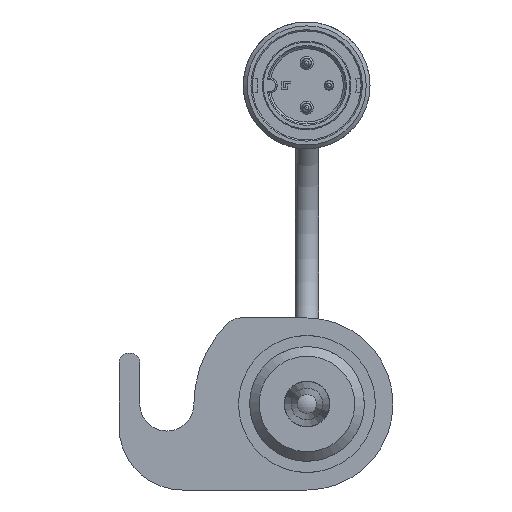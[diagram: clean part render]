
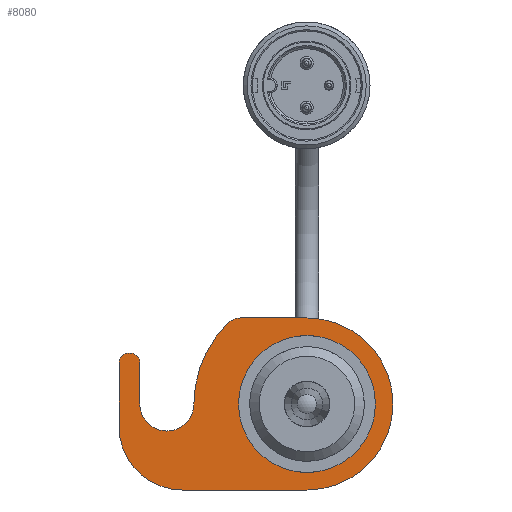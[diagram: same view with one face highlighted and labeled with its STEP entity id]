
A CAD part, left-side view. The second image highlights one B-rep face of the part: STEP entity #8080.
In plain terms, the highlighted planar face has unit normal (-1, 0, 0).
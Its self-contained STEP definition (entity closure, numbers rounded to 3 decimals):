
#703=LINE('',#17976,#1393);
#707=LINE('',#17988,#1397);
#711=LINE('',#18000,#1401);
#715=LINE('',#18012,#1405);
#719=LINE('',#18023,#1409);
#1393=VECTOR('',#11080,10.);
#1397=VECTOR('',#11092,10.);
#1401=VECTOR('',#11104,10.);
#1405=VECTOR('',#11116,10.);
#1409=VECTOR('',#11128,10.);
#1788=PLANE('',#8893);
#1868=FACE_BOUND('',#2779,.T.);
#2284=FACE_OUTER_BOUND('',#2778,.T.);
#2778=EDGE_LOOP('',(#7098,#7099,#7100,#7101,#7102,#7103,#7104,#7105,#7106,
#7107,#7108,#7109));
#2779=EDGE_LOOP('',(#7110));
#3161=CIRCLE('',#8863,10.75);
#3163=CIRCLE('',#8868,3.);
#3165=CIRCLE('',#8871,17.75);
#3167=CIRCLE('',#8874,4.25);
#3169=CIRCLE('',#8878,1.5);
#3171=CIRCLE('',#8882,1.5);
#3173=CIRCLE('',#8886,10.);
#3175=CIRCLE('',#8890,13.5);
#3881=VERTEX_POINT('',#17947);
#3883=VERTEX_POINT('',#17954);
#3884=VERTEX_POINT('',#17955);
#3887=VERTEX_POINT('',#17963);
#3889=VERTEX_POINT('',#17969);
#3891=VERTEX_POINT('',#17975);
#3893=VERTEX_POINT('',#17981);
#3895=VERTEX_POINT('',#17987);
#3897=VERTEX_POINT('',#17993);
#3899=VERTEX_POINT('',#17999);
#3901=VERTEX_POINT('',#18005);
#3903=VERTEX_POINT('',#18011);
#3905=VERTEX_POINT('',#18017);
#4946=EDGE_CURVE('',#3881,#3881,#3161,.T.);
#4948=EDGE_CURVE('',#3883,#3884,#3163,.T.);
#4952=EDGE_CURVE('',#3884,#3887,#3165,.T.);
#4955=EDGE_CURVE('',#3887,#3889,#3167,.T.);
#4958=EDGE_CURVE('',#3889,#3891,#703,.T.);
#4961=EDGE_CURVE('',#3891,#3893,#3169,.T.);
#4964=EDGE_CURVE('',#3893,#3895,#707,.T.);
#4967=EDGE_CURVE('',#3895,#3897,#3171,.T.);
#4970=EDGE_CURVE('',#3897,#3899,#711,.T.);
#4973=EDGE_CURVE('',#3899,#3901,#3173,.T.);
#4976=EDGE_CURVE('',#3901,#3903,#715,.T.);
#4979=EDGE_CURVE('',#3903,#3905,#3175,.T.);
#4982=EDGE_CURVE('',#3905,#3883,#719,.T.);
#7098=ORIENTED_EDGE('',*,*,#4982,.T.);
#7099=ORIENTED_EDGE('',*,*,#4948,.T.);
#7100=ORIENTED_EDGE('',*,*,#4952,.T.);
#7101=ORIENTED_EDGE('',*,*,#4955,.T.);
#7102=ORIENTED_EDGE('',*,*,#4958,.T.);
#7103=ORIENTED_EDGE('',*,*,#4961,.T.);
#7104=ORIENTED_EDGE('',*,*,#4964,.T.);
#7105=ORIENTED_EDGE('',*,*,#4967,.T.);
#7106=ORIENTED_EDGE('',*,*,#4970,.T.);
#7107=ORIENTED_EDGE('',*,*,#4973,.T.);
#7108=ORIENTED_EDGE('',*,*,#4976,.T.);
#7109=ORIENTED_EDGE('',*,*,#4979,.T.);
#7110=ORIENTED_EDGE('',*,*,#4946,.T.);
#8080=ADVANCED_FACE('',(#2284,#1868),#1788,.T.);
#8863=AXIS2_PLACEMENT_3D('',#17948,#11048,#11049);
#8868=AXIS2_PLACEMENT_3D('',#17956,#11058,#11059);
#8871=AXIS2_PLACEMENT_3D('',#17964,#11066,#11067);
#8874=AXIS2_PLACEMENT_3D('',#17970,#11073,#11074);
#8878=AXIS2_PLACEMENT_3D('',#17982,#11085,#11086);
#8882=AXIS2_PLACEMENT_3D('',#17994,#11097,#11098);
#8886=AXIS2_PLACEMENT_3D('',#18006,#11109,#11110);
#8890=AXIS2_PLACEMENT_3D('',#18018,#11121,#11122);
#8893=AXIS2_PLACEMENT_3D('',#18025,#11130,#11131);
#11048=DIRECTION('center_axis',(1.,0.,0.));
#11049=DIRECTION('ref_axis',(0.,0.,
-1.));
#11058=DIRECTION('center_axis',(-1.,0.,0.));
#11059=DIRECTION('ref_axis',(0.,0.,1.));
#11066=DIRECTION('center_axis',(-1.,0.,0.));
#11067=DIRECTION('ref_axis',(0.,0.702,0.712));
#11073=DIRECTION('center_axis',(1.,0.,0.));
#11074=DIRECTION('ref_axis',(0.,-1.,0.));
#11080=DIRECTION('',(0.,0.,1.));
#11085=DIRECTION('center_axis',(-1.,0.,0.));
#11086=DIRECTION('ref_axis',(0.,-1.,0.));
#11092=DIRECTION('',(0.,1.,0.));
#11097=DIRECTION('center_axis',(-1.,0.,0.));
#11098=DIRECTION('ref_axis',(0.,0.,1.));
#11104=DIRECTION('',(0.,0.,-1.));
#11109=DIRECTION('center_axis',(-1.,0.,0.));
#11110=DIRECTION('ref_axis',(0.,1.,0.));
#11116=DIRECTION('',(0.,-1.,0.));
#11121=DIRECTION('center_axis',(-1.,0.,0.));
#11122=DIRECTION('ref_axis',(0.,0.,
-1.));
#11128=DIRECTION('',(0.,1.,0.));
#11130=DIRECTION('center_axis',(-1.,0.,0.));
#11131=DIRECTION('ref_axis',(0.,0.,
-1.));
#17947=CARTESIAN_POINT('',(0.,0.,
10.75));
#17948=CARTESIAN_POINT('Origin',(0.,0.,
0.));
#17954=CARTESIAN_POINT('',(0.,10.359,13.5));
#17955=CARTESIAN_POINT('',(0.,12.466,12.636));
#17956=CARTESIAN_POINT('Origin',(0.,10.359,
10.5));
#17963=CARTESIAN_POINT('',(0.,17.75,0.));
#17964=CARTESIAN_POINT('Origin',(0.,0.,
0.));
#17969=CARTESIAN_POINT('',(0.,26.25,0.));
#17970=CARTESIAN_POINT('Origin',(0.,22.,
0.));
#17975=CARTESIAN_POINT('',(0.,26.25,6.5));
#17976=CARTESIAN_POINT('',(0.,26.25,0.));
#17981=CARTESIAN_POINT('',(0.,27.75,8.));
#17982=CARTESIAN_POINT('Origin',(0.,27.75,
6.5));
#17987=CARTESIAN_POINT('',(0.,28.,8.));
#17988=CARTESIAN_POINT('',(0.,27.75,8.));
#17993=CARTESIAN_POINT('',(0.,29.5,6.5));
#17994=CARTESIAN_POINT('Origin',(0.,28.,
6.5));
#17999=CARTESIAN_POINT('',(0.,29.5,-3.5));
#18000=CARTESIAN_POINT('',(0.,29.5,6.5));
#18005=CARTESIAN_POINT('',(0.,19.5,-13.5));
#18006=CARTESIAN_POINT('Origin',(0.,19.5,-3.5));
#18011=CARTESIAN_POINT('',(0.,0.,
-13.5));
#18012=CARTESIAN_POINT('',(0.,19.5,-13.5));
#18017=CARTESIAN_POINT('',(0.,0.,13.5));
#18018=CARTESIAN_POINT('Origin',(0.,0.,
0.));
#18023=CARTESIAN_POINT('',(0.,0.,13.5));
#18025=CARTESIAN_POINT('Origin',(0.,10.814,
-0.937));
